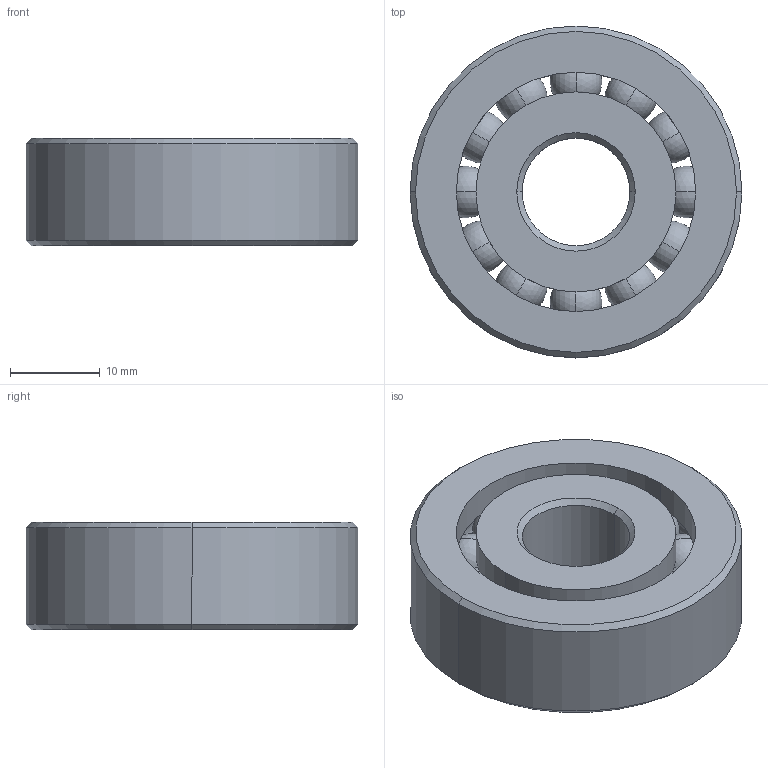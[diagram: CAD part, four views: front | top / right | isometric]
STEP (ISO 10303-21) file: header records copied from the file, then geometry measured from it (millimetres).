
FILE_DESCRIPTION (( 'STEP AP203' ), '1' );
FILE_NAME ('5972K318_Ball Bearing.STEP', '2021-09-07T21:57:39', ( 'Administrator' ), ( 'Managed by Terraform' ), 'SwSTEP 2.0', 'SolidWorks 2017', '' );
FILE_SCHEMA (( 'CONFIG_CONTROL_DESIGN' ));
Length unit declared in the file: millimetre
Products named in the file (1): 5972K318_Ball Bearing
Bounding box: 37 x 37 x 12 mm (x, y, z)
Volume: 9606.1 mm3; surface area: 6653.4 mm2
Topology: 14 solids, 14 shells, 54 faces, 144 edges, 94 vertices
Faces by surface type: sphere 24, cylinder 12, cone 8, torus 6, plane 4
Entity records: 1319 total; most frequent: DIRECTION 258, CARTESIAN_POINT 197, ORIENTED_EDGE 168, AXIS2_PLACEMENT_3D 119, EDGE_CURVE 84, CIRCLE 64, EDGE_LOOP 58, VERTEX_POINT 58
